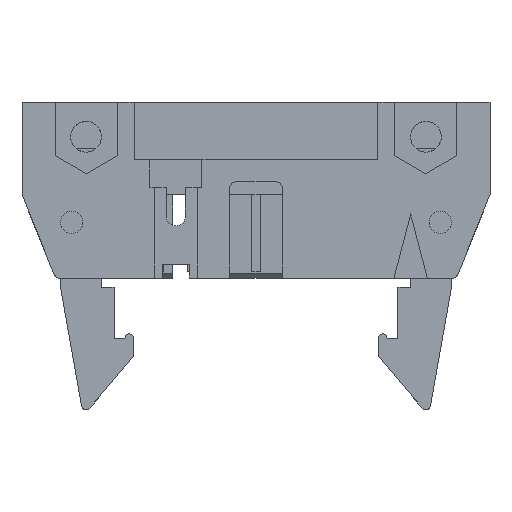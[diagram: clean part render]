
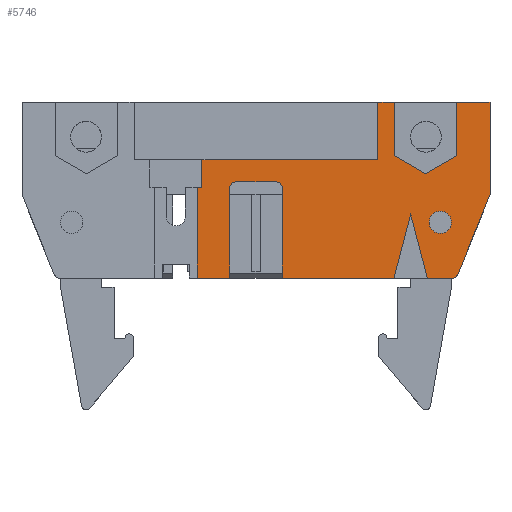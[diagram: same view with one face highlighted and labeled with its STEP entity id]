
A CAD part, top view. The second image highlights one B-rep face of the part: STEP entity #5746.
In plain terms, the highlighted planar face has unit normal (0, 0, 1).
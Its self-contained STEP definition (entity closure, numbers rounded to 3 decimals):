
#185=FACE_BOUND('',#636,.T.);
#301=FACE_OUTER_BOUND('',#635,.T.);
#635=EDGE_LOOP('',(#4307,#4308,#4309,#4310,#4311,#4312,#4313,#4314,#4315,
#4316,#4317,#4318,#4319,#4320,#4321,#4322,#4323,#4324,#4325,#4326,#4327,
#4328,#4329,#4330));
#636=EDGE_LOOP('',(#4331));
#887=CIRCLE('',#6088,0.508);
#891=CIRCLE('',#6095,0.508);
#892=CIRCLE('',#6096,0.508);
#893=CIRCLE('',#6097,0.889);
#1274=LINE('',#8598,#1979);
#1284=LINE('',#8620,#1989);
#1299=LINE('',#8657,#2004);
#1300=LINE('',#8659,#2005);
#1301=LINE('',#8661,#2006);
#1302=LINE('',#8664,#2007);
#1303=LINE('',#8666,#2008);
#1304=LINE('',#8668,#2009);
#1305=LINE('',#8670,#2010);
#1306=LINE('',#8674,#2011);
#1307=LINE('',#8676,#2012);
#1308=LINE('',#8678,#2013);
#1309=LINE('',#8680,#2014);
#1310=LINE('',#8682,#2015);
#1311=LINE('',#8684,#2016);
#1312=LINE('',#8686,#2017);
#1313=LINE('',#8688,#2018);
#1314=LINE('',#8690,#2019);
#1315=LINE('',#8692,#2020);
#1316=LINE('',#8694,#2021);
#1317=LINE('',#8695,#2022);
#1979=VECTOR('',#6921,3.175);
#1989=VECTOR('',#6941,7.112);
#2004=VECTOR('',#6964,7.188);
#2005=VECTOR('',#6965,2.553);
#2006=VECTOR('',#6966,7.112);
#2007=VECTOR('',#6969,8.827);
#2008=VECTOR('',#6970,5.252);
#2009=VECTOR('',#6971,5.252);
#2010=VECTOR('',#6972,1.943);
#2011=VECTOR('',#6975,6.779);
#2012=VECTOR('',#6976,7.341);
#2013=VECTOR('',#6977,2.616);
#2014=VECTOR('',#6978,4.254);
#2015=VECTOR('',#6979,2.845);
#2016=VECTOR('',#6980,2.874);
#2017=VECTOR('',#6981,4.239);
#2018=VECTOR('',#6982,1.321);
#2019=VECTOR('',#6983,4.572);
#2020=VECTOR('',#6984,13.932);
#2021=VECTOR('',#6985,2.184);
#2022=VECTOR('',#6986,0.368);
#2631=VERTEX_POINT('',#8595);
#2632=VERTEX_POINT('',#8597);
#2636=VERTEX_POINT('',#8608);
#2639=VERTEX_POINT('',#8618);
#2656=VERTEX_POINT('',#8655);
#2657=VERTEX_POINT('',#8656);
#2658=VERTEX_POINT('',#8658);
#2659=VERTEX_POINT('',#8660);
#2660=VERTEX_POINT('',#8663);
#2661=VERTEX_POINT('',#8665);
#2662=VERTEX_POINT('',#8667);
#2663=VERTEX_POINT('',#8669);
#2664=VERTEX_POINT('',#8671);
#2665=VERTEX_POINT('',#8673);
#2666=VERTEX_POINT('',#8675);
#2667=VERTEX_POINT('',#8677);
#2668=VERTEX_POINT('',#8679);
#2669=VERTEX_POINT('',#8681);
#2670=VERTEX_POINT('',#8683);
#2671=VERTEX_POINT('',#8685);
#2672=VERTEX_POINT('',#8687);
#2673=VERTEX_POINT('',#8689);
#2674=VERTEX_POINT('',#8691);
#2675=VERTEX_POINT('',#8693);
#2676=VERTEX_POINT('',#8696);
#3249=EDGE_CURVE('',#2632,#2631,#1274,.T.);
#3255=EDGE_CURVE('',#2631,#2636,#887,.T.);
#3261=EDGE_CURVE('',#2639,#2636,#1284,.T.);
#3278=EDGE_CURVE('',#2656,#2657,#1299,.T.);
#3279=EDGE_CURVE('',#2656,#2658,#1300,.T.);
#3280=EDGE_CURVE('',#2658,#2659,#1301,.T.);
#3281=EDGE_CURVE('',#2659,#2632,#891,.T.);
#3282=EDGE_CURVE('',#2639,#2660,#1302,.T.);
#3283=EDGE_CURVE('',#2661,#2660,#1303,.T.);
#3284=EDGE_CURVE('',#2662,#2661,#1304,.T.);
#3285=EDGE_CURVE('',#2662,#2663,#1305,.T.);
#3286=EDGE_CURVE('',#2663,#2664,#892,.T.);
#3287=EDGE_CURVE('',#2664,#2665,#1306,.T.);
#3288=EDGE_CURVE('',#2665,#2666,#1307,.T.);
#3289=EDGE_CURVE('',#2666,#2667,#1308,.T.);
#3290=EDGE_CURVE('',#2667,#2668,#1309,.T.);
#3291=EDGE_CURVE('',#2669,#2668,#1310,.T.);
#3292=EDGE_CURVE('',#2670,#2669,#1311,.T.);
#3293=EDGE_CURVE('',#2671,#2670,#1312,.T.);
#3294=EDGE_CURVE('',#2671,#2672,#1313,.T.);
#3295=EDGE_CURVE('',#2672,#2673,#1314,.T.);
#3296=EDGE_CURVE('',#2674,#2673,#1315,.T.);
#3297=EDGE_CURVE('',#2675,#2674,#1316,.T.);
#3298=EDGE_CURVE('',#2657,#2675,#1317,.T.);
#3299=EDGE_CURVE('',#2676,#2676,#893,.T.);
#4307=ORIENTED_EDGE('',*,*,#3278,.F.);
#4308=ORIENTED_EDGE('',*,*,#3279,.T.);
#4309=ORIENTED_EDGE('',*,*,#3280,.T.);
#4310=ORIENTED_EDGE('',*,*,#3281,.T.);
#4311=ORIENTED_EDGE('',*,*,#3249,.T.);
#4312=ORIENTED_EDGE('',*,*,#3255,.T.);
#4313=ORIENTED_EDGE('',*,*,#3261,.F.);
#4314=ORIENTED_EDGE('',*,*,#3282,.T.);
#4315=ORIENTED_EDGE('',*,*,#3283,.F.);
#4316=ORIENTED_EDGE('',*,*,#3284,.F.);
#4317=ORIENTED_EDGE('',*,*,#3285,.T.);
#4318=ORIENTED_EDGE('',*,*,#3286,.T.);
#4319=ORIENTED_EDGE('',*,*,#3287,.T.);
#4320=ORIENTED_EDGE('',*,*,#3288,.T.);
#4321=ORIENTED_EDGE('',*,*,#3289,.T.);
#4322=ORIENTED_EDGE('',*,*,#3290,.T.);
#4323=ORIENTED_EDGE('',*,*,#3291,.F.);
#4324=ORIENTED_EDGE('',*,*,#3292,.F.);
#4325=ORIENTED_EDGE('',*,*,#3293,.F.);
#4326=ORIENTED_EDGE('',*,*,#3294,.T.);
#4327=ORIENTED_EDGE('',*,*,#3295,.T.);
#4328=ORIENTED_EDGE('',*,*,#3296,.F.);
#4329=ORIENTED_EDGE('',*,*,#3297,.F.);
#4330=ORIENTED_EDGE('',*,*,#3298,.F.);
#4331=ORIENTED_EDGE('',*,*,#3299,.T.);
#5478=PLANE('',#6094);
#5746=ADVANCED_FACE('',(#301,#185),#5478,.T.);
#6088=AXIS2_PLACEMENT_3D('',#8610,#6931,#6932);
#6094=AXIS2_PLACEMENT_3D('',#8654,#6962,#6963);
#6095=AXIS2_PLACEMENT_3D('',#8662,#6967,#6968);
#6096=AXIS2_PLACEMENT_3D('',#8672,#6973,#6974);
#6097=AXIS2_PLACEMENT_3D('',#8697,#6987,#6988);
#6921=DIRECTION('',(1.,0.,0.));
#6931=DIRECTION('center_axis',(0.,0.,-1.));
#6932=DIRECTION('ref_axis',(0.,1.,0.));
#6941=DIRECTION('',(0.,1.,0.));
#6962=DIRECTION('center_axis',(0.,0.,1.));
#6963=DIRECTION('ref_axis',(1.,0.,0.));
#6964=DIRECTION('',(0.,1.,0.));
#6965=DIRECTION('',(1.,0.,0.));
#6966=DIRECTION('',(0.,1.,0.));
#6967=DIRECTION('center_axis',(0.,0.,-1.));
#6968=DIRECTION('ref_axis',(-1.,0.,0.));
#6969=DIRECTION('',(1.,0.,0.));
#6970=DIRECTION('',(-0.254,-0.967,0.));
#6971=DIRECTION('',(-0.254,0.967,0.));
#6972=DIRECTION('',(1.,0.,0.));
#6973=DIRECTION('center_axis',(0.,0.,1.));
#6974=DIRECTION('ref_axis',(0.,-1.,0.));
#6975=DIRECTION('',(0.374,0.927,0.));
#6976=DIRECTION('',(0.,1.,0.));
#6977=DIRECTION('',(-1.,0.,0.));
#6978=DIRECTION('',(0.,-1.,0.));
#6979=DIRECTION('',(0.866,0.5,0.));
#6980=DIRECTION('',(0.866,-0.5,0.));
#6981=DIRECTION('',(0.,-1.,0.));
#6982=DIRECTION('',(-1.,0.,0.));
#6983=DIRECTION('',(0.,-1.,0.));
#6984=DIRECTION('',(1.,0.,0.));
#6985=DIRECTION('',(0.,1.,0.));
#6986=DIRECTION('',(1.,0.,0.));
#6987=DIRECTION('center_axis',(0.,0.,-1.));
#6988=DIRECTION('ref_axis',(1.,0.,0.));
#8595=CARTESIAN_POINT('',(1.588,-4.089,8.534));
#8597=CARTESIAN_POINT('',(-1.588,-4.089,8.534));
#8598=CARTESIAN_POINT('',(-1.588,-4.089,8.534));
#8608=CARTESIAN_POINT('',(2.096,-4.597,8.534));
#8610=CARTESIAN_POINT('Origin',(1.588,-4.597,8.534));
#8618=CARTESIAN_POINT('',(2.096,-11.709,8.534));
#8620=CARTESIAN_POINT('',(2.096,-11.709,8.534));
#8654=CARTESIAN_POINT('Origin',(0.,-5.105,8.534));
#8655=CARTESIAN_POINT('',(-4.648,-11.709,8.534));
#8656=CARTESIAN_POINT('',(-4.648,-4.521,8.534));
#8657=CARTESIAN_POINT('',(-4.648,-11.709,8.534));
#8658=CARTESIAN_POINT('',(-2.096,-11.709,8.534));
#8659=CARTESIAN_POINT('',(-4.648,-11.709,8.534));
#8660=CARTESIAN_POINT('',(-2.096,-4.597,8.534));
#8661=CARTESIAN_POINT('',(-2.096,-11.709,8.534));
#8662=CARTESIAN_POINT('Origin',(-1.588,-4.597,8.534));
#8663=CARTESIAN_POINT('',(10.922,-11.709,8.534));
#8664=CARTESIAN_POINT('',(2.096,-11.709,8.534));
#8665=CARTESIAN_POINT('',(12.256,-6.629,8.534));
#8666=CARTESIAN_POINT('',(12.256,-6.629,8.534));
#8667=CARTESIAN_POINT('',(13.589,-11.709,8.534));
#8668=CARTESIAN_POINT('',(13.589,-11.709,8.534));
#8669=CARTESIAN_POINT('',(15.532,-11.709,8.534));
#8670=CARTESIAN_POINT('',(13.589,-11.709,8.534));
#8671=CARTESIAN_POINT('',(16.003,-11.392,8.534));
#8672=CARTESIAN_POINT('Origin',(15.532,-11.201,8.534));
#8673=CARTESIAN_POINT('',(18.542,-5.105,8.534));
#8674=CARTESIAN_POINT('',(16.003,-11.392,8.534));
#8675=CARTESIAN_POINT('',(18.542,2.235,8.534));
#8676=CARTESIAN_POINT('',(18.542,-5.105,8.534));
#8677=CARTESIAN_POINT('',(15.926,2.235,8.534));
#8678=CARTESIAN_POINT('',(18.542,2.235,8.534));
#8679=CARTESIAN_POINT('',(15.926,-2.018,8.534));
#8680=CARTESIAN_POINT('',(15.926,2.235,8.534));
#8681=CARTESIAN_POINT('',(13.462,-3.441,8.534));
#8682=CARTESIAN_POINT('',(13.462,-3.441,8.534));
#8683=CARTESIAN_POINT('',(10.973,-2.004,8.534));
#8684=CARTESIAN_POINT('',(10.973,-2.004,8.534));
#8685=CARTESIAN_POINT('',(10.973,2.235,8.534));
#8686=CARTESIAN_POINT('',(10.973,2.235,8.534));
#8687=CARTESIAN_POINT('',(9.652,2.235,8.534));
#8688=CARTESIAN_POINT('',(10.973,2.235,8.534));
#8689=CARTESIAN_POINT('',(9.652,-2.337,8.534));
#8690=CARTESIAN_POINT('',(9.652,2.235,8.534));
#8691=CARTESIAN_POINT('',(-4.28,-2.337,8.534));
#8692=CARTESIAN_POINT('',(-4.28,-2.337,8.534));
#8693=CARTESIAN_POINT('',(-4.28,-4.521,8.534));
#8694=CARTESIAN_POINT('',(-4.28,-4.521,8.534));
#8695=CARTESIAN_POINT('',(-4.648,-4.521,8.534));
#8696=CARTESIAN_POINT('',(13.716,-7.29,8.534));
#8697=CARTESIAN_POINT('Origin',(14.605,-7.29,8.534));
